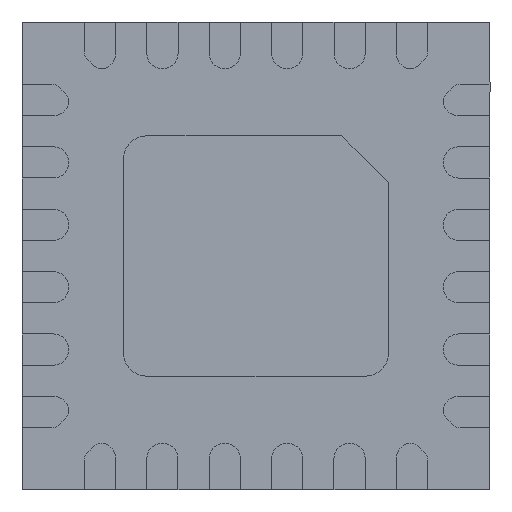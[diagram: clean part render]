
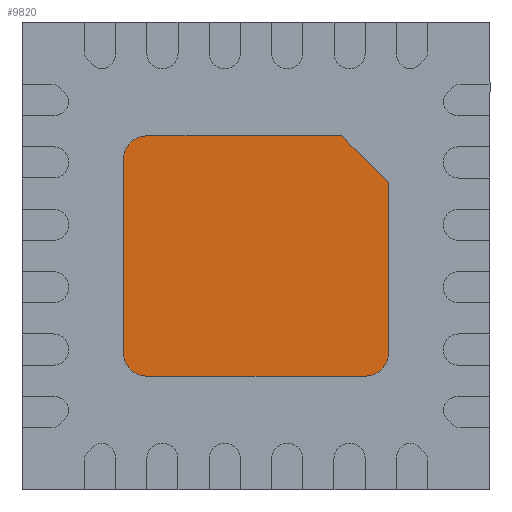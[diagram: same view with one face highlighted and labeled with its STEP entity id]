
A CAD part, front view. The second image highlights one B-rep face of the part: STEP entity #9820.
In plain terms, the highlighted planar face has unit normal (0, -1, 0).
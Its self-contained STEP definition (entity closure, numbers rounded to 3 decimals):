
#50 = DIRECTION ( 'NONE',  ( 1., 0., 0. ) ) ;
#664 = DIRECTION ( 'NONE',  ( 0., 1., 0. ) ) ;
#1251 = LINE ( 'NONE', #4802, #9337 ) ;
#1485 = DIRECTION ( 'NONE',  ( 0., 1., 0. ) ) ;
#1604 = LINE ( 'NONE', #4711, #3822 ) ;
#1687 = DIRECTION ( 'NONE',  ( 0., 0., 1. ) ) ;
#1790 = AXIS2_PLACEMENT_3D ( 'NONE', #10125, #1485, #4623 ) ;
#1827 = AXIS2_PLACEMENT_3D ( 'NONE', #9160, #664, #9914 ) ;
#1901 = CIRCLE ( 'NONE', #6690, 0.15 ) ;
#2150 = DIRECTION ( 'NONE',  ( 0., 0., 1. ) ) ;
#2390 = VERTEX_POINT ( 'NONE', #4281 ) ;
#2411 = ORIENTED_EDGE ( 'NONE', *, *, #9260, .F. ) ;
#2483 = CARTESIAN_POINT ( 'NONE',  ( -0.7, 0., -0.62 ) ) ;
#2682 = CARTESIAN_POINT ( 'NONE',  ( 0.85, 0., -0.62 ) ) ;
#2941 = DIRECTION ( 'NONE',  ( 0., 0., 1. ) ) ;
#3158 = VERTEX_POINT ( 'NONE', #3794 ) ;
#3255 = ORIENTED_EDGE ( 'NONE', *, *, #9123, .F. ) ;
#3375 = VERTEX_POINT ( 'NONE', #5775 ) ;
#3454 = CARTESIAN_POINT ( 'NONE',  ( -0.7, 0., 0.62 ) ) ;
#3463 = ORIENTED_EDGE ( 'NONE', *, *, #9969, .F. ) ;
#3483 = CIRCLE ( 'NONE', #1827, 0.15 ) ;
#3703 = LINE ( 'NONE', #4743, #7016 ) ;
#3794 = CARTESIAN_POINT ( 'NONE',  ( -0.7, 0., 0.77 ) ) ;
#3822 = VECTOR ( 'NONE', #7737, 1000. ) ;
#3828 = PLANE ( 'NONE',  #1790 ) ;
#4013 = VECTOR ( 'NONE', #2150, 1000. ) ;
#4014 = VERTEX_POINT ( 'NONE', #9991 ) ;
#4256 = LINE ( 'NONE', #6965, #4013 ) ;
#4281 = CARTESIAN_POINT ( 'NONE',  ( 0.55, 0., 0.77 ) ) ;
#4436 = EDGE_CURVE ( 'NONE', #3375, #4463, #4256, .T. ) ;
#4441 = VERTEX_POINT ( 'NONE', #7735 ) ;
#4455 = CARTESIAN_POINT ( 'NONE',  ( 0.85, 0., 0.47 ) ) ;
#4463 = VERTEX_POINT ( 'NONE', #6140 ) ;
#4623 = DIRECTION ( 'NONE',  ( 0., 0., 1. ) ) ;
#4658 = VECTOR ( 'NONE', #4737, 1000. ) ;
#4711 = CARTESIAN_POINT ( 'NONE',  ( -0.7, 0., -0.77 ) ) ;
#4737 = DIRECTION ( 'NONE',  ( 0., 0., -1. ) ) ;
#4743 = CARTESIAN_POINT ( 'NONE',  ( 0.85, 0., 0.47 ) ) ;
#4801 = VERTEX_POINT ( 'NONE', #2682 ) ;
#4802 = CARTESIAN_POINT ( 'NONE',  ( 0.55, 0., 0.77 ) ) ;
#5327 = EDGE_CURVE ( 'NONE', #4463, #3158, #1901, .T. ) ;
#5775 = CARTESIAN_POINT ( 'NONE',  ( -0.85, 0., -0.62 ) ) ;
#5843 = EDGE_CURVE ( 'NONE', #4801, #4014, #3483, .T. ) ;
#6140 = CARTESIAN_POINT ( 'NONE',  ( -0.85, 0., 0.62 ) ) ;
#6690 = AXIS2_PLACEMENT_3D ( 'NONE', #3454, #9009, #2941 ) ;
#6727 = LINE ( 'NONE', #9412, #4658 ) ;
#6965 = CARTESIAN_POINT ( 'NONE',  ( -0.85, 0., 0.62 ) ) ;
#7016 = VECTOR ( 'NONE', #7085, 1000. ) ;
#7085 = DIRECTION ( 'NONE',  ( 0.707, 0., -0.707 ) ) ;
#7396 = ORIENTED_EDGE ( 'NONE', *, *, #4436, .F. ) ;
#7735 = CARTESIAN_POINT ( 'NONE',  ( -0.7, 0., -0.77 ) ) ;
#7737 = DIRECTION ( 'NONE',  ( -1., 0., 0. ) ) ;
#8172 = ORIENTED_EDGE ( 'NONE', *, *, #8539, .F. ) ;
#8311 = VERTEX_POINT ( 'NONE', #4455 ) ;
#8464 = CIRCLE ( 'NONE', #10070, 0.15 ) ;
#8501 = ORIENTED_EDGE ( 'NONE', *, *, #8542, .F. ) ;
#8539 = EDGE_CURVE ( 'NONE', #2390, #8311, #3703, .T. ) ;
#8542 = EDGE_CURVE ( 'NONE', #3158, #2390, #1251, .T. ) ;
#8816 = FACE_OUTER_BOUND ( 'NONE', #9431, .T. ) ;
#9009 = DIRECTION ( 'NONE',  ( 0., 1., 0. ) ) ;
#9123 = EDGE_CURVE ( 'NONE', #4014, #4441, #1604, .T. ) ;
#9160 = CARTESIAN_POINT ( 'NONE',  ( 0.7, 0., -0.62 ) ) ;
#9260 = EDGE_CURVE ( 'NONE', #4441, #3375, #8464, .T. ) ;
#9337 = VECTOR ( 'NONE', #50, 1000. ) ;
#9365 = ORIENTED_EDGE ( 'NONE', *, *, #5327, .F. ) ;
#9412 = CARTESIAN_POINT ( 'NONE',  ( 0.85, 0., -0.62 ) ) ;
#9431 = EDGE_LOOP ( 'NONE', ( #3463, #8172, #8501, #9365, #7396, #2411, #3255, #9778 ) ) ;
#9536 = DIRECTION ( 'NONE',  ( 0., 1., 0. ) ) ;
#9778 = ORIENTED_EDGE ( 'NONE', *, *, #5843, .F. ) ;
#9820 = ADVANCED_FACE ( 'NONE', ( #8816 ), #3828, .F. ) ;
#9914 = DIRECTION ( 'NONE',  ( 0., 0., 1. ) ) ;
#9969 = EDGE_CURVE ( 'NONE', #8311, #4801, #6727, .T. ) ;
#9991 = CARTESIAN_POINT ( 'NONE',  ( 0.7, 0., -0.77 ) ) ;
#10070 = AXIS2_PLACEMENT_3D ( 'NONE', #2483, #9536, #1687 ) ;
#10125 = CARTESIAN_POINT ( 'NONE',  ( 0., 0., 0. ) ) ;
